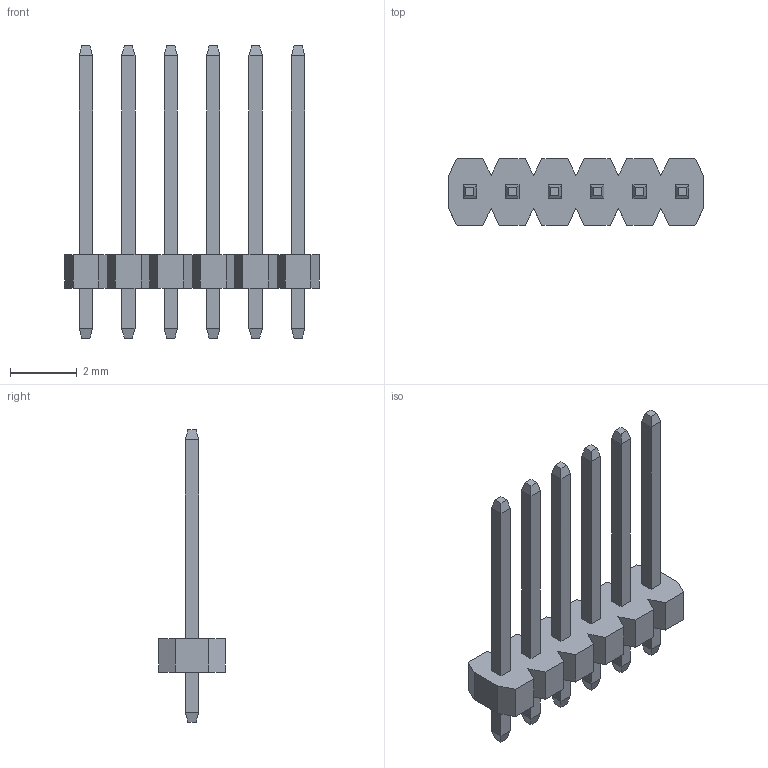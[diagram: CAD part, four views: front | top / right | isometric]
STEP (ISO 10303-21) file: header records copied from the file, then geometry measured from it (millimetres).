
FILE_DESCRIPTION (( 'STEP AP214' ), '1' );
FILE_NAME ('FPH12728-S06S1014200110B-REF.STEP', '2026-01-09T04:00:00', ( '' ), ( '' ), 'SwSTEP 2.0', 'SolidWorks 2021', '' );
FILE_SCHEMA (( 'AUTOMOTIVE_DESIGN' ));
Length unit declared in the file: millimetre
Products named in the file (1): FPH12728-S06S1014200110B-REF
Bounding box: 7.62 x 2 x 8.75 mm (x, y, z)
Volume: 21 mm3; surface area: 124.3 mm2
Topology: 1 solids, 1 shells, 148 faces, 354 edges, 220 vertices
Faces by surface type: plane 148
Entity records: 4168 total; most frequent: CARTESIAN_POINT 723, ORIENTED_EDGE 708, DIRECTION 652, EDGE_CURVE 354, VECTOR 354, LINE 354, VERTEX_POINT 220, EDGE_LOOP 160
